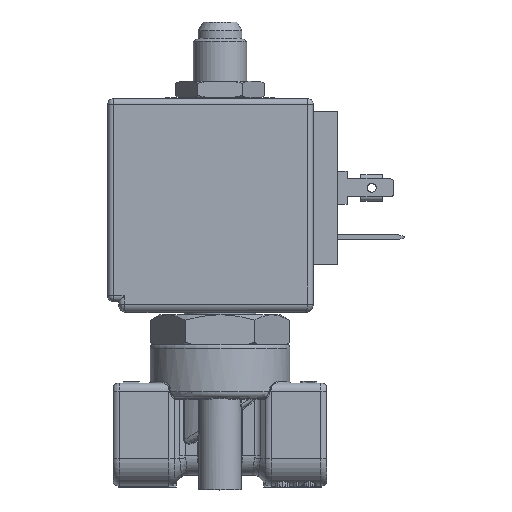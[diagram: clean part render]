
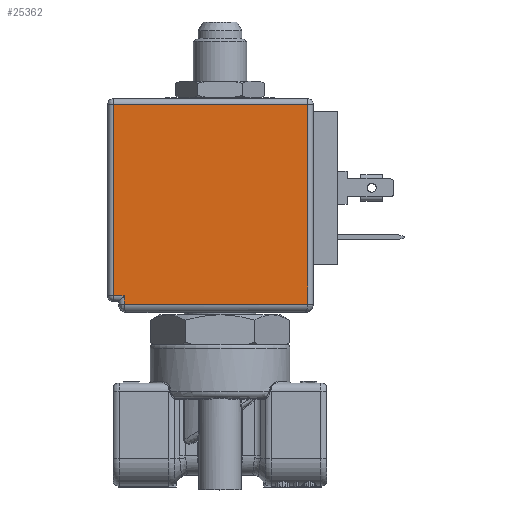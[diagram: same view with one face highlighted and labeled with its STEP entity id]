
A CAD part, top view. The second image highlights one B-rep face of the part: STEP entity #25362.
In plain terms, the highlighted face is planar.
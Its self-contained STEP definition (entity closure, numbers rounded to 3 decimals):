
#22767=DIRECTION('',(0.,-1.,0.));
#22768=VECTOR('',#22767,36.5);
#22769=CARTESIAN_POINT('',(-16.,33.,-15.));
#22770=LINE('',#22769,#22768);
#22774=DIRECTION('',(-1.,0.,0.));
#22775=VECTOR('',#22774,33.5);
#22776=CARTESIAN_POINT('',(17.5,-3.5,
-15.));
#22777=LINE('',#22776,#22775);
#22781=DIRECTION('',(0.,-1.,0.));
#22782=VECTOR('',#22781,1.5);
#22783=CARTESIAN_POINT('',(17.5,-2.,-15.));
#22784=LINE('',#22783,#22782);
#22788=DIRECTION('',(-1.,0.,0.));
#22789=VECTOR('',#22788,2.);
#22790=CARTESIAN_POINT('',(19.5,-2.,-15.));
#22791=LINE('',#22790,#22789);
#22795=DIRECTION('',(0.,-1.,0.));
#22796=VECTOR('',#22795,35.);
#22797=CARTESIAN_POINT('',(19.5,33.,-15.));
#22798=LINE('',#22797,#22796);
#22802=DIRECTION('',(1.,0.,0.));
#22803=VECTOR('',#22802,35.5);
#22804=CARTESIAN_POINT('',(-16.,33.,-15.));
#22805=LINE('',#22804,#22803);
#24858=CARTESIAN_POINT('',(-16.,33.,-15.));
#24859=CARTESIAN_POINT('',(-16.,-3.5,
-15.));
#24860=VERTEX_POINT('',#24858);
#24861=VERTEX_POINT('',#24859);
#24876=CARTESIAN_POINT('',(17.5,-3.5,
-15.));
#24877=VERTEX_POINT('',#24876);
#24904=CARTESIAN_POINT('',(19.5,33.,-15.));
#24905=VERTEX_POINT('',#24904);
#24906=CARTESIAN_POINT('',(19.5,-2.,-15.));
#24907=VERTEX_POINT('',#24906);
#24912=CARTESIAN_POINT('',(17.5,-2.,-15.));
#24913=VERTEX_POINT('',#24912);
#25344=CARTESIAN_POINT('',(0.,34.,-15.));
#25345=DIRECTION('',(0.,0.,1.));
#25346=DIRECTION('',(1.,0.,0.));
#25347=AXIS2_PLACEMENT_3D('',#25344,#25345,#25346);
#25348=PLANE('',#25347);
#25350=ORIENTED_EDGE('',*,*,#25349,.T.);
#25352=ORIENTED_EDGE('',*,*,#25351,.F.);
#25354=ORIENTED_EDGE('',*,*,#25353,.F.);
#25355=ORIENTED_EDGE('',*,*,#25334,.F.);
#25357=ORIENTED_EDGE('',*,*,#25356,.F.);
#25359=ORIENTED_EDGE('',*,*,#25358,.F.);
#25360=EDGE_LOOP('',(#25350,#25352,#25354,#25355,#25357,#25359));
#25361=FACE_OUTER_BOUND('',#25360,.F.);
#25362=ADVANCED_FACE('',(#25361),#25348,.F.);
#25334=EDGE_CURVE('',#24907,#24913,#22791,.T.);
#25349=EDGE_CURVE('',#24860,#24861,#22770,.T.);
#25351=EDGE_CURVE('',#24877,#24861,#22777,.T.);
#25353=EDGE_CURVE('',#24913,#24877,#22784,.T.);
#25356=EDGE_CURVE('',#24905,#24907,#22798,.T.);
#25358=EDGE_CURVE('',#24860,#24905,#22805,.T.);
